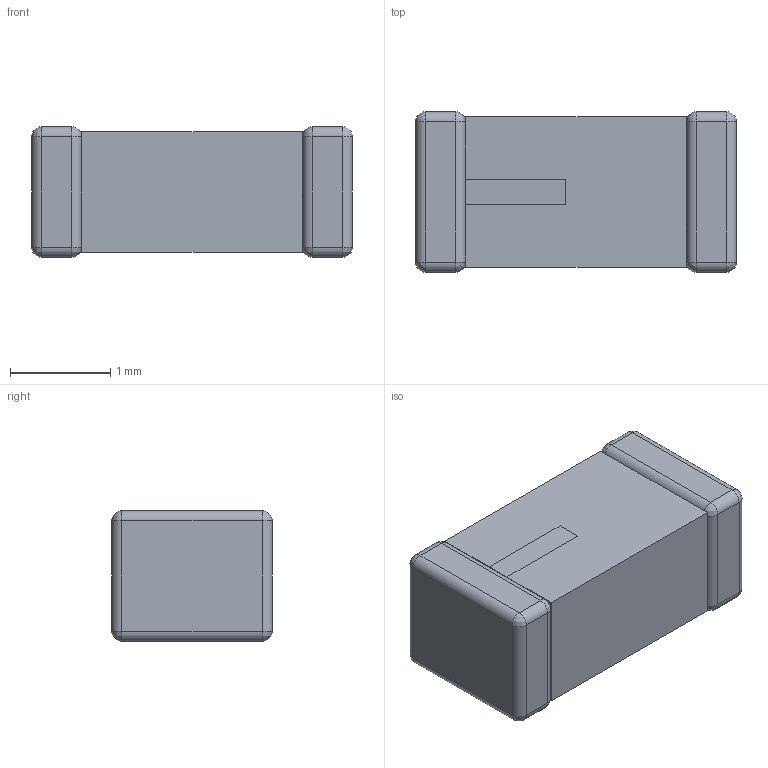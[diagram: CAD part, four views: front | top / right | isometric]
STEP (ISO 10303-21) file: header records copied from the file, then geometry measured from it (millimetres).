
FILE_DESCRIPTION (( 'STEP AP214' ), '1' );
FILE_NAME ('User Library-Antenne 3216.STEP', '2019-03-19T17:50:26', ( '' ), ( '' ), 'SwSTEP 2.0', 'SolidWorks 2019', '' );
FILE_SCHEMA (( 'AUTOMOTIVE_DESIGN' ));
Length unit declared in the file: millimetre
Products named in the file (4): User Library-Antenne 3216_Imported; User Library-Antenne 3216_Body; User Library-Antenne 3216_Inlay; User Library-Antenne 3216
Assembly tree (4 placements, depth 2):
  User Library-Antenne 3216
    User Library-Antenne 3216_Body
    User Library-Antenne 3216_Imported  x2
    User Library-Antenne 3216_Inlay
Bounding box: 3.2 x 1.6 x 1.3 mm (x, y, z)
Volume: 6 mm3; surface area: 29 mm2
Topology: 4 solids, 4 shells, 68 faces, 148 edges, 72 vertices
Faces by surface type: plane 28, cylinder 24, bspline 16
Entity records: 1310 total; most frequent: CARTESIAN_POINT 301, DIRECTION 190, ORIENTED_EDGE 168, EDGE_CURVE 84, AXIS2_PLACEMENT_3D 65, VECTOR 60, LINE 60, VERTEX_POINT 48
